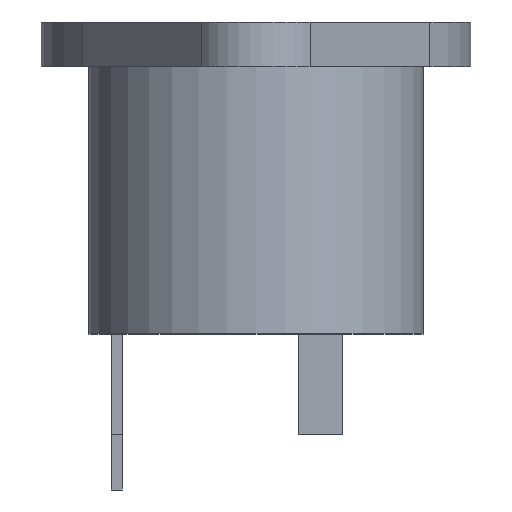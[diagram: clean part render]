
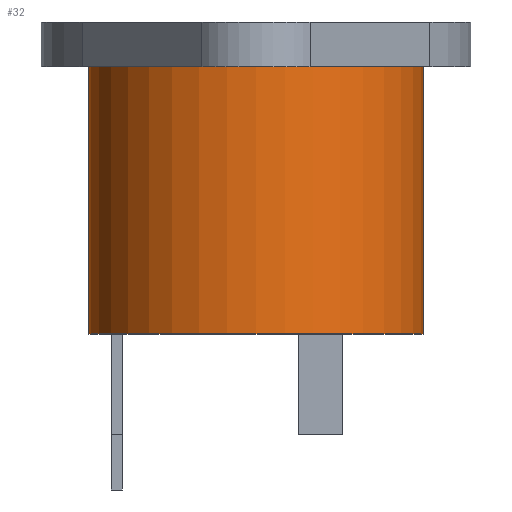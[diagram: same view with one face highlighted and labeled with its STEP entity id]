
A CAD part, left-side view. The second image highlights one B-rep face of the part: STEP entity #32.
In plain terms, the highlighted cylindrical face has radius 7.5 mm (diameter 15 mm), a full revolution.
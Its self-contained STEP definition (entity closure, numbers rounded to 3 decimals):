
#32 = ADVANCED_FACE('',(#33),#47,.T.);
#33 = FACE_BOUND('',#34,.F.);
#34 = EDGE_LOOP('',(#35,#65,#92,#93));
#35 = ORIENTED_EDGE('',*,*,#36,.T.);
#36 = EDGE_CURVE('',#37,#39,#41,.T.);
#37 = VERTEX_POINT('',#38);
#38 = CARTESIAN_POINT('',(7.5,0.,0.));
#39 = VERTEX_POINT('',#40);
#40 = CARTESIAN_POINT('',(7.5,0.,12.));
#41 = SEAM_CURVE('',#42,(#46,#58),.PCURVE_S1.);
#42 = LINE('',#43,#44);
#43 = CARTESIAN_POINT('',(7.5,0.,0.));
#44 = VECTOR('',#45,1.);
#45 = DIRECTION('',(0.,0.,1.));
#46 = PCURVE('',#47,#52);
#47 = CYLINDRICAL_SURFACE('',#48,7.5);
#48 = AXIS2_PLACEMENT_3D('',#49,#50,#51);
#49 = CARTESIAN_POINT('',(0.,0.,0.));
#50 = DIRECTION('',(-0.,-0.,-1.));
#51 = DIRECTION('',(1.,0.,0.));
#52 = DEFINITIONAL_REPRESENTATION('',(#53),#57);
#53 = LINE('',#54,#55);
#54 = CARTESIAN_POINT('',(-0.,0.));
#55 = VECTOR('',#56,1.);
#56 = DIRECTION('',(-0.,-1.));
#57 = ( GEOMETRIC_REPRESENTATION_CONTEXT(2) 
PARAMETRIC_REPRESENTATION_CONTEXT() REPRESENTATION_CONTEXT('2D SPACE',''
  ) );
#58 = PCURVE('',#47,#59);
#59 = DEFINITIONAL_REPRESENTATION('',(#60),#64);
#60 = LINE('',#61,#62);
#61 = CARTESIAN_POINT('',(-6.283,0.));
#62 = VECTOR('',#63,1.);
#63 = DIRECTION('',(-0.,-1.));
#64 = ( GEOMETRIC_REPRESENTATION_CONTEXT(2) 
PARAMETRIC_REPRESENTATION_CONTEXT() REPRESENTATION_CONTEXT('2D SPACE',''
  ) );
#65 = ORIENTED_EDGE('',*,*,#66,.T.);
#66 = EDGE_CURVE('',#39,#39,#67,.T.);
#67 = SURFACE_CURVE('',#68,(#73,#80),.PCURVE_S1.);
#68 = CIRCLE('',#69,7.5);
#69 = AXIS2_PLACEMENT_3D('',#70,#71,#72);
#70 = CARTESIAN_POINT('',(0.,0.,12.));
#71 = DIRECTION('',(0.,0.,1.));
#72 = DIRECTION('',(1.,0.,0.));
#73 = PCURVE('',#47,#74);
#74 = DEFINITIONAL_REPRESENTATION('',(#75),#79);
#75 = LINE('',#76,#77);
#76 = CARTESIAN_POINT('',(-0.,-12.));
#77 = VECTOR('',#78,1.);
#78 = DIRECTION('',(-1.,0.));
#79 = ( GEOMETRIC_REPRESENTATION_CONTEXT(2) 
PARAMETRIC_REPRESENTATION_CONTEXT() REPRESENTATION_CONTEXT('2D SPACE',''
  ) );
#80 = PCURVE('',#81,#86);
#81 = PLANE('',#82);
#82 = AXIS2_PLACEMENT_3D('',#83,#84,#85);
#83 = CARTESIAN_POINT('',(0.,0.,12.));
#84 = DIRECTION('',(0.,0.,1.));
#85 = DIRECTION('',(0.,1.,0.));
#86 = DEFINITIONAL_REPRESENTATION('',(#87),#91);
#87 = CIRCLE('',#88,7.5);
#88 = AXIS2_PLACEMENT_2D('',#89,#90);
#89 = CARTESIAN_POINT('',(0.,0.));
#90 = DIRECTION('',(0.,-1.));
#91 = ( GEOMETRIC_REPRESENTATION_CONTEXT(2) 
PARAMETRIC_REPRESENTATION_CONTEXT() REPRESENTATION_CONTEXT('2D SPACE',''
  ) );
#92 = ORIENTED_EDGE('',*,*,#36,.F.);
#93 = ORIENTED_EDGE('',*,*,#94,.F.);
#94 = EDGE_CURVE('',#37,#37,#95,.T.);
#95 = SURFACE_CURVE('',#96,(#101,#108),.PCURVE_S1.);
#96 = CIRCLE('',#97,7.5);
#97 = AXIS2_PLACEMENT_3D('',#98,#99,#100);
#98 = CARTESIAN_POINT('',(0.,0.,0.));
#99 = DIRECTION('',(0.,0.,1.));
#100 = DIRECTION('',(1.,0.,0.));
#101 = PCURVE('',#47,#102);
#102 = DEFINITIONAL_REPRESENTATION('',(#103),#107);
#103 = LINE('',#104,#105);
#104 = CARTESIAN_POINT('',(-0.,0.));
#105 = VECTOR('',#106,1.);
#106 = DIRECTION('',(-1.,0.));
#107 = ( GEOMETRIC_REPRESENTATION_CONTEXT(2) 
PARAMETRIC_REPRESENTATION_CONTEXT() REPRESENTATION_CONTEXT('2D SPACE',''
  ) );
#108 = PCURVE('',#109,#114);
#109 = CYLINDRICAL_SURFACE('',#110,7.5);
#110 = AXIS2_PLACEMENT_3D('',#111,#112,#113);
#111 = CARTESIAN_POINT('',(0.,0.,0.));
#112 = DIRECTION('',(0.,0.,1.));
#113 = DIRECTION('',(1.,0.,0.));
#114 = DEFINITIONAL_REPRESENTATION('',(#115),#119);
#115 = LINE('',#116,#117);
#116 = CARTESIAN_POINT('',(-6.283,0.));
#117 = VECTOR('',#118,1.);
#118 = DIRECTION('',(1.,-0.));
#119 = ( GEOMETRIC_REPRESENTATION_CONTEXT(2) 
PARAMETRIC_REPRESENTATION_CONTEXT() REPRESENTATION_CONTEXT('2D SPACE',''
  ) );
